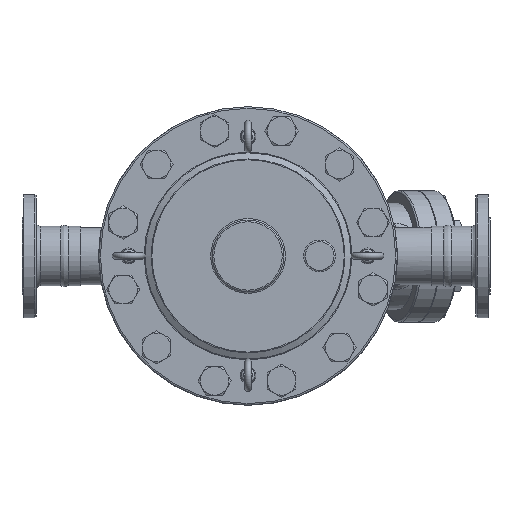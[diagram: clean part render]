
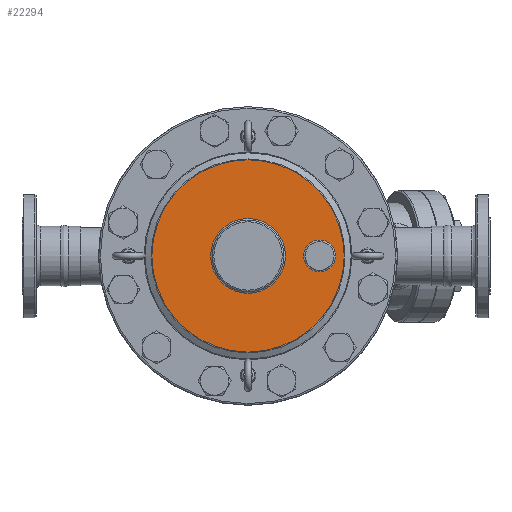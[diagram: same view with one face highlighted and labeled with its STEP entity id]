
A CAD part, top view. The second image highlights one B-rep face of the part: STEP entity #22294.
In plain terms, the highlighted planar face has unit normal (0, 0, 1).
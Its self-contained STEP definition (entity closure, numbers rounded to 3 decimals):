
#22232=CARTESIAN_POINT('',(110.0,0.,76.));
#22233=VERTEX_POINT('',#22232);
#22234=CARTESIAN_POINT('',(90.0,0.0,76.));
#22235=DIRECTION('',(0.0,0.0,1.0));
#22236=DIRECTION('',(-1.0,0.0,0.0));
#22237=AXIS2_PLACEMENT_3D('',#22234,#22235,#22236);
#22238=CIRCLE('',#22237,20.0);
#22239=EDGE_CURVE('',#22233,#22233,#22238,.T.);
#22264=CARTESIAN_POINT('',(60.67,0.0,76.));
#22265=DIRECTION('',(0.0,0.0,1.0));
#22266=DIRECTION('',(1.0,0.0,0.0));
#22267=AXIS2_PLACEMENT_3D('',#22264,#22265,#22266);
#22268=PLANE('',#22267);
#22269=CARTESIAN_POINT('',(120.804,0.,76.));
#22270=VERTEX_POINT('',#22269);
#22271=CARTESIAN_POINT('',(0.,0.0,76.));
#22272=DIRECTION('',(0.0,0.0,-1.0));
#22273=DIRECTION('',(-1.0,0.0,0.0));
#22274=AXIS2_PLACEMENT_3D('',#22271,#22272,#22273);
#22275=CIRCLE('',#22274,120.804);
#22276=EDGE_CURVE('',#22270,#22270,#22275,.T.);
#22277=ORIENTED_EDGE('',*,*,#22276,.F.);
#22278=EDGE_LOOP('',(#22277));
#22279=FACE_OUTER_BOUND('',#22278,.T.);
#22280=CARTESIAN_POINT('',(47.0,0.,76.));
#22281=VERTEX_POINT('',#22280);
#22282=CARTESIAN_POINT('',(0.,0.0,76.));
#22283=DIRECTION('',(0.0,0.0,1.0));
#22284=DIRECTION('',(-1.0,0.0,0.0));
#22285=AXIS2_PLACEMENT_3D('',#22282,#22283,#22284);
#22286=CIRCLE('',#22285,47.0);
#22287=EDGE_CURVE('',#22281,#22281,#22286,.T.);
#22288=ORIENTED_EDGE('',*,*,#22287,.F.);
#22289=EDGE_LOOP('',(#22288));
#22290=FACE_BOUND('',#22289,.T.);
#22291=ORIENTED_EDGE('',*,*,#22239,.F.);
#22292=EDGE_LOOP('',(#22291));
#22293=FACE_BOUND('',#22292,.T.);
#22294=ADVANCED_FACE('',(#22279,#22290,#22293),#22268,.T.);
